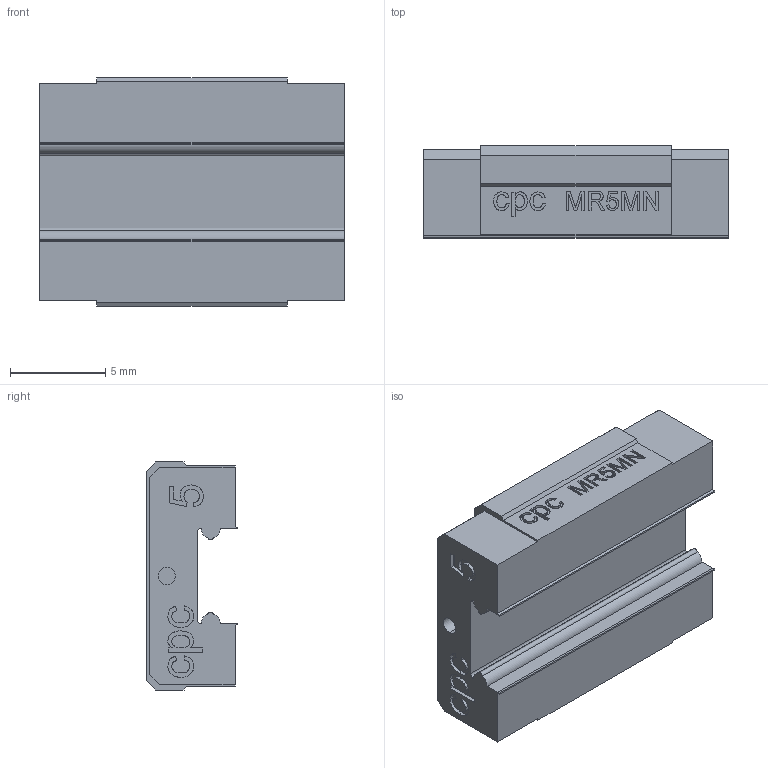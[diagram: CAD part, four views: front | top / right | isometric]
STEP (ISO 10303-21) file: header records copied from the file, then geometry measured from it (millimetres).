
FILE_DESCRIPTION (( 'STEP AP203' ), '1' );
FILE_NAME ('5MN-SU-ZU-block.STEP', '2015-03-09T07:04:09', ( 'cpc' ), ( '' ), 'SwSTEP 2.0', 'SolidWorks 2010', '' );
FILE_SCHEMA (( 'CONFIG_CONTROL_DESIGN' ));
Length unit declared in the file: millimetre
Products named in the file (1): 5MN-SU-ZU-block
Bounding box: 16 x 4.84 x 12 mm (x, y, z)
Volume: 690.1 mm3; surface area: 763.9 mm2
Topology: 1 solids, 1 shells, 413 faces, 1123 edges, 744 vertices
Faces by surface type: plane 228, bspline 156, cylinder 21, cone 8
Entity records: 26964 total; most frequent: CARTESIAN_POINT 17505, ORIENTED_EDGE 2238, DIRECTION 1369, EDGE_CURVE 1119, LINE 761, VECTOR 761, VERTEX_POINT 744, EDGE_LOOP 449
